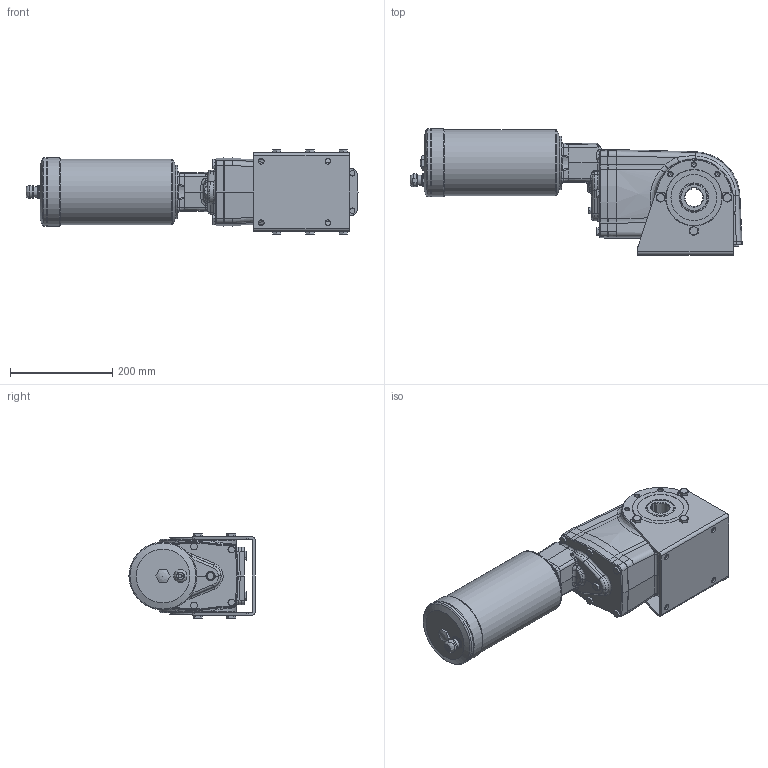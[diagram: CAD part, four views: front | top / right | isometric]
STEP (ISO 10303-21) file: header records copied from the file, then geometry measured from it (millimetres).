
FILE_DESCRIPTION( ( 'Unknown' ), '1' );
FILE_NAME( '25BEECA6335227608D3292E71DDEC4F9.3d.stp', 'Unknown', ( 'Unknown' ), ( 'Unknown' ), 'PSStep 10.1', 'Unknown', ' ' );
FILE_SCHEMA( ( 'AUTOMOTIVE_DESIGN { 1 0 10303 214 1 1 1 1 }' ) );
Length unit declared in the file: millimetre
Products named in the file (1): X63N
Bounding box: 649 x 246.5 x 165.8 mm (x, y, z)
Volume: 10019748.8 mm3; surface area: 511921.4 mm2
Topology: 1 solids, 25 shells, 984 faces, 2295 edges, 1420 vertices
Faces by surface type: plane 368, cylinder 233, cone 212, bspline 111, torus 53, extrusion 4, sphere 3
Full cylindrical faces by diameter (mm): 4.134 x2, 4.917 x8, 7 x5, 8 x4, 8.376 x32, 8.9 x6, 9 x4, 10 x6, 10.5 x6, 11 x4, 11.6 x6, 13 x4, 13.4 x1, 14 x5, 14.6 x6, 16.662 x1, 17 x1, 18 x1, 20 x1, 47 x1, 52 x1, 57.5 x2, 58 x2, 90 x2, 105 x1, 110 x2, 128.98 x1, 129 x2, 132.98 x2, 133 x3
Entity records: 46167 total; most frequent: CARTESIAN_POINT 18442, DIRECTION 3911, ORIENTED_EDGE 3866, EDGE_CURVE 1933, AXIS2_PLACEMENT_3D 1620, VERTEX_POINT 1324, EDGE_LOOP 1322, FACE_OUTER_BOUND 1158
